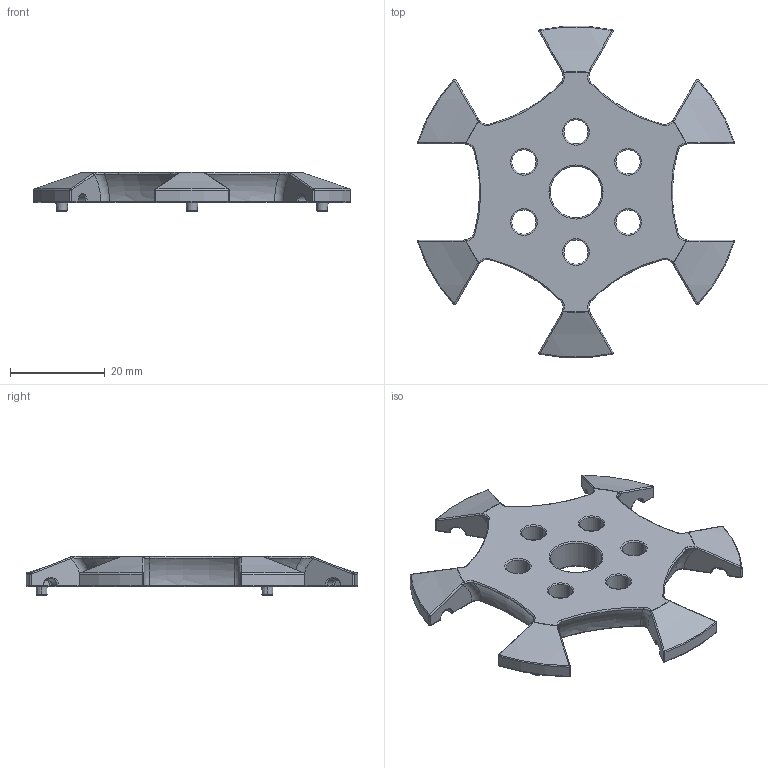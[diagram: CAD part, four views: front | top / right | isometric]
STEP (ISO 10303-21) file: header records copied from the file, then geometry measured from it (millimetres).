
FILE_DESCRIPTION (( 'STEP AP214' ), '1' );
FILE_NAME ('am-5463_half 3IN Molded Omni Wheel Half.STEP', '2024-08-01T14:27:46', ( '' ), ( '' ), 'SwSTEP 2.0', 'SolidWorks 2024', '' );
FILE_SCHEMA (( 'AUTOMOTIVE_DESIGN' ));
Length unit declared in the file: inch
Products named in the file (1): am-5463_half 3IN Molded Omni Wheel Half
Bounding box: 67.02 x 70.02 x 8.26 mm (x, y, z)
Volume: 8714.6 mm3; surface area: 7936.7 mm2
Topology: 1 solids, 1 shells, 1145 faces, 2621 edges, 1464 vertices
Faces by surface type: bspline 360, cylinder 257, torus 254, plane 116, cone 94, sphere 64
Entity records: 38225 total; most frequent: CARTESIAN_POINT 15056, ORIENTED_EDGE 5126, DIRECTION 4679, EDGE_CURVE 2563, AXIS2_PLACEMENT_3D 2092, VERTEX_POINT 1450, CIRCLE 1306, EDGE_LOOP 1189
